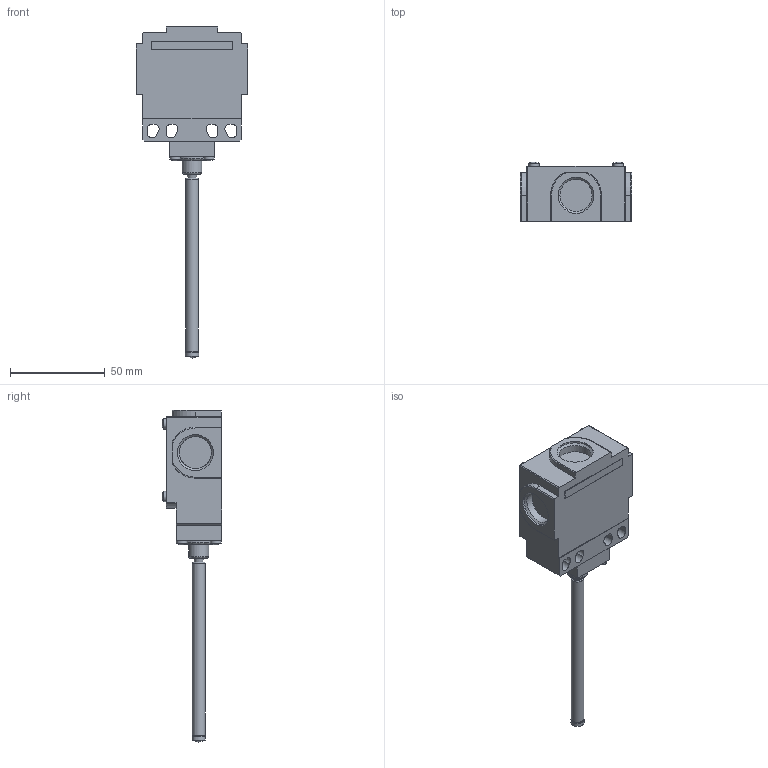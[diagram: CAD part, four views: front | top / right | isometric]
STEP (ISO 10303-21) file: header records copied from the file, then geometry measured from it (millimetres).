
FILE_DESCRIPTION (( 'STEP AP214' ), '1' );
FILE_NAME ('ADM2T93Z11.STEP', '2023-04-28T10:12:41', ( '' ), ( '' ), 'SwSTEP 2.0', 'SolidWorks 2021', '' );
FILE_SCHEMA (( 'AUTOMOTIVE_DESIGN' ));
Length unit declared in the file: inch
Products named in the file (1): ADM2T93Z11
Bounding box: 59 x 31.6 x 175.4 mm (x, y, z)
Volume: 92679.5 mm3; surface area: 19547.5 mm2
Topology: 1 solids, 5 shells, 147 faces, 349 edges, 229 vertices
Faces by surface type: plane 66, cylinder 56, bspline 20, cone 5
Full cylindrical faces by diameter (mm): 5.5 x4, 5.6 x4, 6.8 x1, 7 x1, 10.5 x1, 16.8 x1, 17 x3, 17.5 x1, 19 x3
Entity records: 4864 total; most frequent: CARTESIAN_POINT 1602, DIRECTION 662, ORIENTED_EDGE 620, EDGE_CURVE 310, AXIS2_PLACEMENT_3D 242, VERTEX_POINT 220, EDGE_LOOP 202, LINE 178
